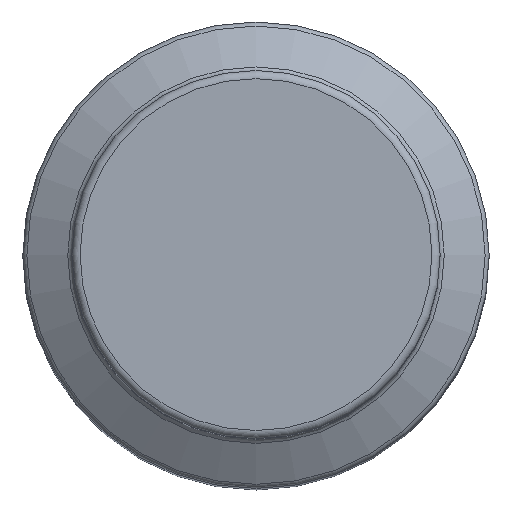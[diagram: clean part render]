
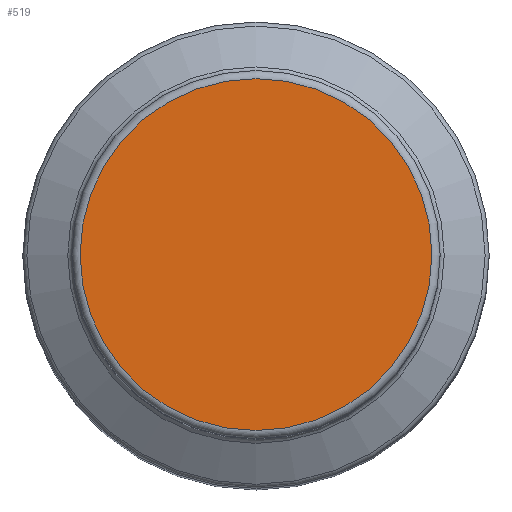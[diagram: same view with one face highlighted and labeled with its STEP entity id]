
A CAD part, top view. The second image highlights one B-rep face of the part: STEP entity #519.
In plain terms, the highlighted planar face has unit normal (0, 0, 1).
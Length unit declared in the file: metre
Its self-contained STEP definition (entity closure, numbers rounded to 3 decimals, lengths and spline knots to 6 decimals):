
#62=ORIENTED_EDGE('',*,*,#162,.T.);
#162=EDGE_CURVE('',#212,#212,#262,.F.);
#212=VERTEX_POINT('',#959);
#262=CIRCLE('',#630,0.0215);
#312=EDGE_LOOP('',(#62));
#412=FACE_BOUND('',#312,.T.);
#491=PLANE('',#629);
#519=ADVANCED_FACE('',(#412),#491,.F.);
#629=AXIS2_PLACEMENT_3D('',#957,#755,#756);
#630=AXIS2_PLACEMENT_3D('',#958,#757,#758);
#755=DIRECTION('',(0.,0.,-1.));
#756=DIRECTION('',(-1.,0.,0.));
#757=DIRECTION('',(0.,0.,-1.));
#758=DIRECTION('',(-1.,0.,0.));
#957=CARTESIAN_POINT('',(-0.01125,0.,0.154));
#958=CARTESIAN_POINT('',(0.,0.,0.154));
#959=CARTESIAN_POINT('',(-0.0215,0.,0.154));
